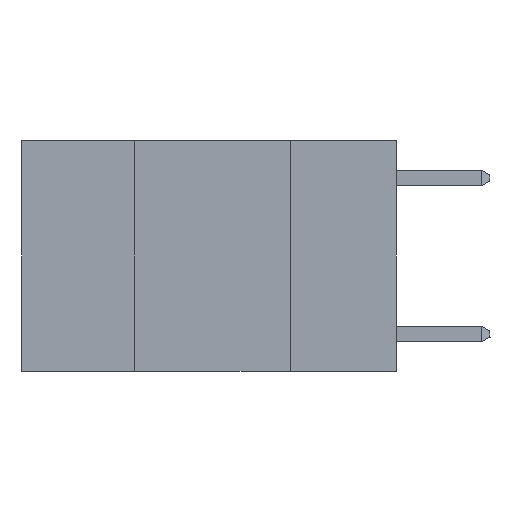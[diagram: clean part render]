
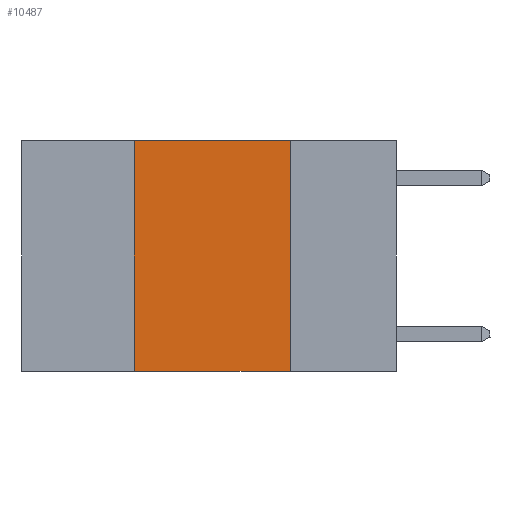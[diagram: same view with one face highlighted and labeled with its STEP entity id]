
A CAD part, left-side view. The second image highlights one B-rep face of the part: STEP entity #10487.
In plain terms, the highlighted planar face has unit normal (-1, 0, 0).
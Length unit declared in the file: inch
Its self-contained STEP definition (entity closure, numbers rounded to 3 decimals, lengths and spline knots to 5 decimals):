
#9 = DIRECTION ( 'NONE',  ( 0., 0., 1. ) ) ;
#487 = VECTOR ( 'NONE', #4730, 39.37008 ) ;
#709 = ORIENTED_EDGE ( 'NONE', *, *, #2258, .F. ) ;
#866 = VERTEX_POINT ( 'NONE', #8928 ) ;
#1011 = CARTESIAN_POINT ( 'NONE',  ( 0., 0.6, 0. ) ) ;
#1108 = DIRECTION ( 'NONE',  ( 0., 0., -1. ) ) ;
#1266 = EDGE_CURVE ( 'NONE', #8492, #866, #8728, .T. ) ;
#1388 = LINE ( 'NONE', #5613, #487 ) ;
#1930 = DIRECTION ( 'NONE',  ( 1., 0., 0. ) ) ;
#2258 = EDGE_CURVE ( 'NONE', #3281, #8492, #9218, .T. ) ;
#2487 = CARTESIAN_POINT ( 'NONE',  ( 0., 0.42, 0. ) ) ;
#3055 = VECTOR ( 'NONE', #9, 39.37008 ) ;
#3063 = CARTESIAN_POINT ( 'NONE',  ( 0., 0.42, -0.37 ) ) ;
#3281 = VERTEX_POINT ( 'NONE', #3063 ) ;
#3311 = ORIENTED_EDGE ( 'NONE', *, *, #5832, .F. ) ;
#3329 = ORIENTED_EDGE ( 'NONE', *, *, #1266, .F. ) ;
#3865 = EDGE_CURVE ( 'NONE', #3281, #6365, #5865, .T. ) ;
#4007 = EDGE_LOOP ( 'NONE', ( #3311, #3329, #709, #6144 ) ) ;
#4290 = CARTESIAN_POINT ( 'NONE',  ( 0., 0.6, 0. ) ) ;
#4730 = DIRECTION ( 'NONE',  ( 0., 0., -1. ) ) ;
#5613 = CARTESIAN_POINT ( 'NONE',  ( 0., 0.17, 0. ) ) ;
#5832 = EDGE_CURVE ( 'NONE', #866, #6365, #1388, .T. ) ;
#5865 = LINE ( 'NONE', #10247, #9609 ) ;
#6082 = DIRECTION ( 'NONE',  ( 0., -1., 0. ) ) ;
#6127 = PLANE ( 'NONE',  #7238 ) ;
#6144 = ORIENTED_EDGE ( 'NONE', *, *, #3865, .T. ) ;
#6365 = VERTEX_POINT ( 'NONE', #9528 ) ;
#7009 = FACE_OUTER_BOUND ( 'NONE', #4007, .T. ) ;
#7238 = AXIS2_PLACEMENT_3D ( 'NONE', #4290, #1930, #1108 ) ;
#7963 = VECTOR ( 'NONE', #6082, 39.37008 ) ;
#8492 = VERTEX_POINT ( 'NONE', #2487 ) ;
#8581 = DIRECTION ( 'NONE',  ( 0., -1., 0. ) ) ;
#8728 = LINE ( 'NONE', #1011, #7963 ) ;
#8928 = CARTESIAN_POINT ( 'NONE',  ( 0., 0.17, 0. ) ) ;
#9218 = LINE ( 'NONE', #10052, #3055 ) ;
#9528 = CARTESIAN_POINT ( 'NONE',  ( 0., 0.17, -0.37 ) ) ;
#9609 = VECTOR ( 'NONE', #8581, 39.37008 ) ;
#10052 = CARTESIAN_POINT ( 'NONE',  ( 0., 0.42, 0. ) ) ;
#10247 = CARTESIAN_POINT ( 'NONE',  ( 0., 0.6, -0.37 ) ) ;
#10487 = ADVANCED_FACE ( 'NONE', ( #7009 ), #6127, .F. ) ;
